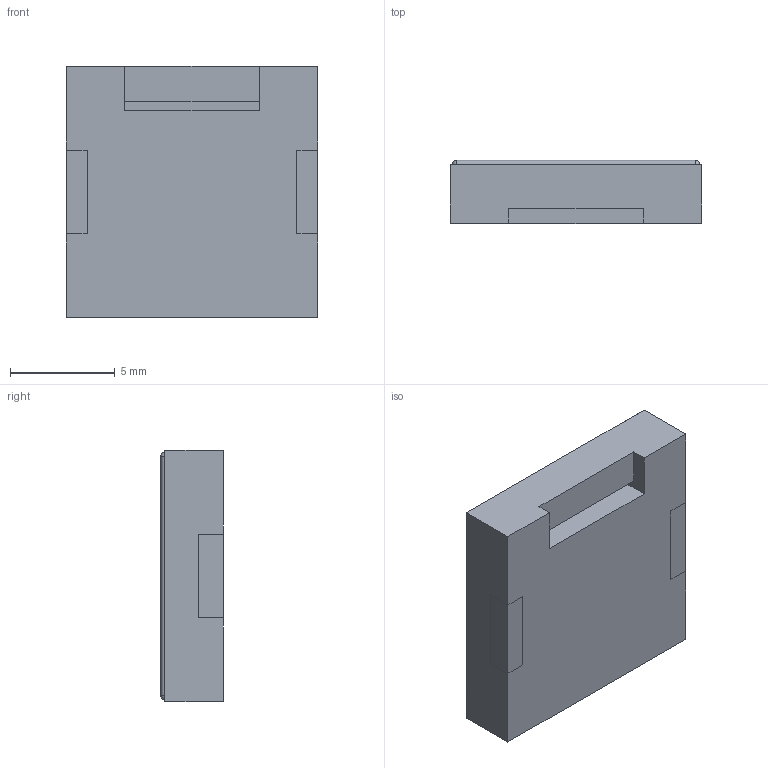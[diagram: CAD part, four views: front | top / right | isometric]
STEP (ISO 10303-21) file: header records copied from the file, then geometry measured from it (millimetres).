
FILE_DESCRIPTION (( 'STEP AP214' ), '1' );
FILE_NAME ('PKLCS1212E4001-R1.STEP', '2020-07-15T11:34:38', ( '' ), ( '' ), 'SwSTEP 2.0', 'SolidWorks 2017', '' );
FILE_SCHEMA (( 'AUTOMOTIVE_DESIGN' ));
Length unit declared in the file: millimetre
Products named in the file (1): PKLCS1212E4001-R1
Bounding box: 12 x 3 x 12 mm (x, y, z)
Volume: 418.8 mm3; surface area: 487.8 mm2
Topology: 4 solids, 4 shells, 62 faces, 150 edges, 96 vertices
Faces by surface type: plane 54, sphere 4, cylinder 4
Entity records: 1815 total; most frequent: CARTESIAN_POINT 305, ORIENTED_EDGE 292, DIRECTION 284, EDGE_CURVE 146, LINE 134, VECTOR 134, VERTEX_POINT 96, AXIS2_PLACEMENT_3D 75
